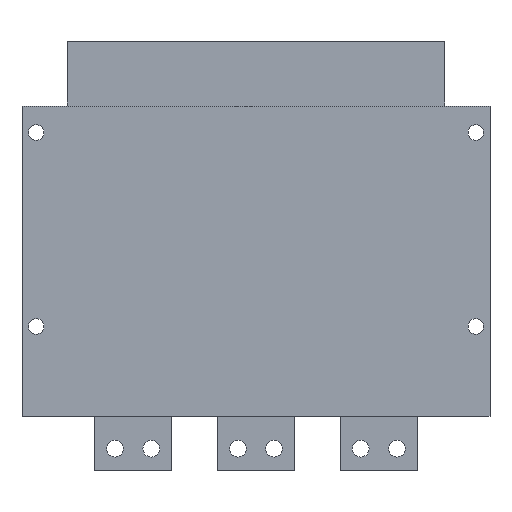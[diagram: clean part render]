
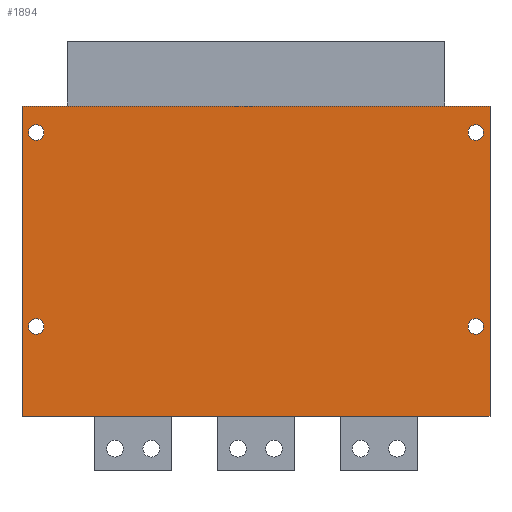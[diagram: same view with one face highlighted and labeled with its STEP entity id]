
A CAD part, front view. The second image highlights one B-rep face of the part: STEP entity #1894.
In plain terms, the highlighted planar face has unit normal (0, -1, 0).
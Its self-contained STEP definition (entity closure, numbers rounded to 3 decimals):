
#160=DIRECTION('',(0.,0.,-1.));
#161=VECTOR('',#160,240.);
#162=CARTESIAN_POINT('',(0.,0.,240.));
#163=LINE('',#162,#161);
#164=DIRECTION('',(-1.,0.,0.));
#165=VECTOR('',#164,362.);
#166=CARTESIAN_POINT('',(0.,0.,0.));
#167=LINE('',#166,#165);
#168=CARTESIAN_POINT('',(-11.,0.,69.5));
#169=DIRECTION('',(0.,-1.,0.));
#170=DIRECTION('',(-1.,0.,0.));
#171=AXIS2_PLACEMENT_3D('',#168,#169,#170);
#173=CARTESIAN_POINT('',(-11.,0.,69.5));
#174=DIRECTION('',(0.,-1.,0.));
#175=DIRECTION('',(1.,0.,0.));
#176=AXIS2_PLACEMENT_3D('',#173,#174,#175);
#178=CARTESIAN_POINT('',(-11.,0.,219.5));
#179=DIRECTION('',(0.,-1.,0.));
#180=DIRECTION('',(-1.,0.,0.));
#181=AXIS2_PLACEMENT_3D('',#178,#179,#180);
#183=CARTESIAN_POINT('',(-11.,0.,219.5));
#184=DIRECTION('',(0.,-1.,0.));
#185=DIRECTION('',(1.,0.,0.));
#186=AXIS2_PLACEMENT_3D('',#183,#184,#185);
#188=CARTESIAN_POINT('',(-351.,0.,69.5));
#189=DIRECTION('',(0.,-1.,0.));
#190=DIRECTION('',(-1.,0.,0.));
#191=AXIS2_PLACEMENT_3D('',#188,#189,#190);
#193=CARTESIAN_POINT('',(-351.,0.,69.5));
#194=DIRECTION('',(0.,-1.,0.));
#195=DIRECTION('',(1.,0.,0.));
#196=AXIS2_PLACEMENT_3D('',#193,#194,#195);
#198=CARTESIAN_POINT('',(-351.,0.,219.5));
#199=DIRECTION('',(0.,-1.,0.));
#200=DIRECTION('',(-1.,0.,0.));
#201=AXIS2_PLACEMENT_3D('',#198,#199,#200);
#203=CARTESIAN_POINT('',(-351.,0.,219.5));
#204=DIRECTION('',(0.,-1.,0.));
#205=DIRECTION('',(1.,0.,0.));
#206=AXIS2_PLACEMENT_3D('',#203,#204,#205);
#229=DIRECTION('',(-1.,0.,0.));
#230=VECTOR('',#229,362.);
#231=CARTESIAN_POINT('',(0.,0.,240.));
#232=LINE('',#231,#230);
#258=DIRECTION('',(0.,0.,-1.));
#259=VECTOR('',#258,240.);
#260=CARTESIAN_POINT('',(-362.,0.,240.));
#261=LINE('',#260,#259);
#1224=CARTESIAN_POINT('',(-362.,0.,0.));
#1225=VERTEX_POINT('',#1224);
#1226=CARTESIAN_POINT('',(0.,0.,0.));
#1227=VERTEX_POINT('',#1226);
#1468=CARTESIAN_POINT('',(0.,0.,240.));
#1469=VERTEX_POINT('',#1468);
#1470=CARTESIAN_POINT('',(-362.,0.,240.));
#1471=VERTEX_POINT('',#1470);
#1472=CARTESIAN_POINT('',(-17.,0.,69.5));
#1473=CARTESIAN_POINT('',(-5.,0.,69.5));
#1474=VERTEX_POINT('',#1472);
#1475=VERTEX_POINT('',#1473);
#1476=CARTESIAN_POINT('',(-17.,0.,219.5));
#1477=CARTESIAN_POINT('',(-5.,0.,219.5));
#1478=VERTEX_POINT('',#1476);
#1479=VERTEX_POINT('',#1477);
#1480=CARTESIAN_POINT('',(-357.,0.,69.5));
#1481=CARTESIAN_POINT('',(-345.,0.,69.5));
#1482=VERTEX_POINT('',#1480);
#1483=VERTEX_POINT('',#1481);
#1484=CARTESIAN_POINT('',(-357.,0.,219.5));
#1485=CARTESIAN_POINT('',(-345.,0.,219.5));
#1486=VERTEX_POINT('',#1484);
#1487=VERTEX_POINT('',#1485);
#1857=CARTESIAN_POINT('',(-362.,0.,0.));
#1858=DIRECTION('',(0.,-1.,0.));
#1859=DIRECTION('',(1.,0.,0.));
#1860=AXIS2_PLACEMENT_3D('',#1857,#1858,#1859);
#1861=PLANE('',#1860);
#1863=ORIENTED_EDGE('',*,*,#1862,.F.);
#1864=ORIENTED_EDGE('',*,*,#1850,.T.);
#1865=ORIENTED_EDGE('',*,*,#1605,.T.);
#1867=ORIENTED_EDGE('',*,*,#1866,.F.);
#1868=EDGE_LOOP('',(#1863,#1864,#1865,#1867));
#1869=FACE_OUTER_BOUND('',#1868,.F.);
#1871=ORIENTED_EDGE('',*,*,#1870,.T.);
#1873=ORIENTED_EDGE('',*,*,#1872,.T.);
#1874=EDGE_LOOP('',(#1871,#1873));
#1875=FACE_BOUND('',#1874,.F.);
#1877=ORIENTED_EDGE('',*,*,#1876,.T.);
#1879=ORIENTED_EDGE('',*,*,#1878,.T.);
#1880=EDGE_LOOP('',(#1877,#1879));
#1881=FACE_BOUND('',#1880,.F.);
#1883=ORIENTED_EDGE('',*,*,#1882,.T.);
#1885=ORIENTED_EDGE('',*,*,#1884,.T.);
#1886=EDGE_LOOP('',(#1883,#1885));
#1887=FACE_BOUND('',#1886,.F.);
#1889=ORIENTED_EDGE('',*,*,#1888,.T.);
#1891=ORIENTED_EDGE('',*,*,#1890,.T.);
#1892=EDGE_LOOP('',(#1889,#1891));
#1893=FACE_BOUND('',#1892,.F.);
#172=CIRCLE('',#171,6.);
#177=CIRCLE('',#176,6.);
#182=CIRCLE('',#181,6.);
#187=CIRCLE('',#186,6.);
#192=CIRCLE('',#191,6.);
#197=CIRCLE('',#196,6.);
#202=CIRCLE('',#201,6.);
#207=CIRCLE('',#206,6.);
#1605=EDGE_CURVE('',#1227,#1225,#167,.T.);
#1850=EDGE_CURVE('',#1469,#1227,#163,.T.);
#1862=EDGE_CURVE('',#1469,#1471,#232,.T.);
#1866=EDGE_CURVE('',#1471,#1225,#261,.T.);
#1870=EDGE_CURVE('',#1474,#1475,#172,.T.);
#1872=EDGE_CURVE('',#1475,#1474,#177,.T.);
#1876=EDGE_CURVE('',#1478,#1479,#182,.T.);
#1878=EDGE_CURVE('',#1479,#1478,#187,.T.);
#1882=EDGE_CURVE('',#1482,#1483,#192,.T.);
#1884=EDGE_CURVE('',#1483,#1482,#197,.T.);
#1888=EDGE_CURVE('',#1486,#1487,#202,.T.);
#1890=EDGE_CURVE('',#1487,#1486,#207,.T.);
#1894=ADVANCED_FACE('',(#1869,#1875,#1881,#1887,#1893),#1861,.T.);
